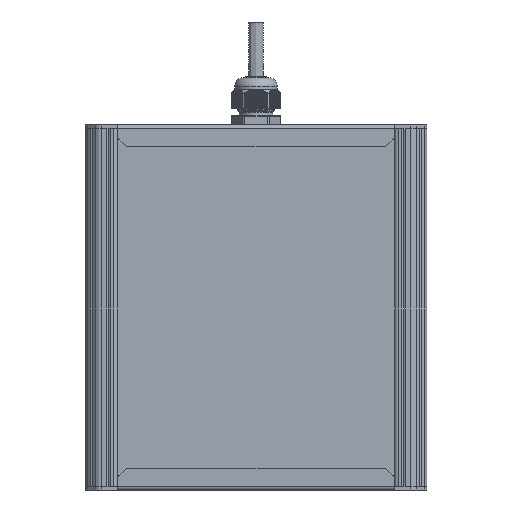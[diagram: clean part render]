
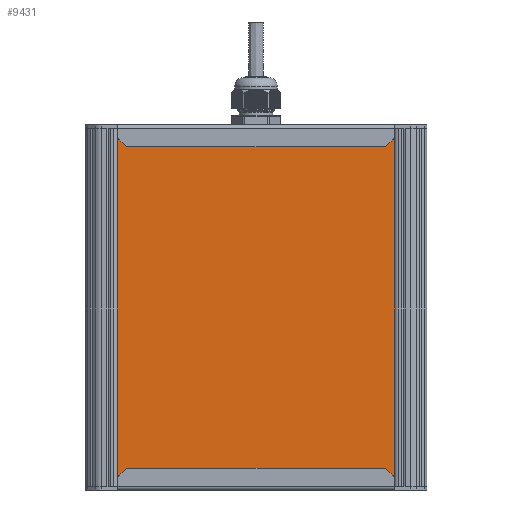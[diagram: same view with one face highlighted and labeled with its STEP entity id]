
A CAD part, front view. The second image highlights one B-rep face of the part: STEP entity #9431.
In plain terms, the highlighted face is planar.
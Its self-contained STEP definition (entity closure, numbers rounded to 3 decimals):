
#9431=ADVANCED_FACE('',(#24335),#24337,.T.);
#24335=FACE_BOUND('',#24336,.T.);
#24336=EDGE_LOOP('',(#56795,#56796,#56797,#56798));
#24337=PLANE('',#24338);
#24338=AXIS2_PLACEMENT_3D('',#24339,#24340,#24341);
#24339=CARTESIAN_POINT('',(2111.497,401.002,-34.582));
#24340=DIRECTION('',(0.,0.,-1.));
#24341=DIRECTION('',(0.,1.,0.));
#56795=ORIENTED_EDGE('',*,*,#65972,.T.);
#56796=ORIENTED_EDGE('',*,*,#65971,.F.);
#56797=ORIENTED_EDGE('',*,*,#65973,.F.);
#56798=ORIENTED_EDGE('',*,*,#65974,.T.);
#65971=EDGE_CURVE('',#72859,#72857,#72861,.T.);
#65972=EDGE_CURVE('',#72862,#72857,#72863,.T.);
#65973=EDGE_CURVE('',#72864,#72859,#72865,.T.);
#65974=EDGE_CURVE('',#72864,#72862,#72866,.T.);
#72857=VERTEX_POINT('',#92761);
#72859=VERTEX_POINT('',#92765);
#72861=LINE('',#92769,#92770);
#72862=VERTEX_POINT('',#92772);
#72863=LINE('',#92773,#92774);
#72864=VERTEX_POINT('',#92776);
#72865=LINE('',#92777,#92778);
#72866=LINE('',#92780,#92781);
#92761=CARTESIAN_POINT('',(2307.497,401.002,-34.582));
#92765=CARTESIAN_POINT('',(2111.497,401.002,-34.582));
#92769=CARTESIAN_POINT('',(2111.497,401.002,-34.582));
#92770=VECTOR('',#92771,1.);
#92771=DIRECTION('',(1.,0.,0.));
#92772=CARTESIAN_POINT('',(2307.497,565.13,-34.582));
#92773=CARTESIAN_POINT('',(2307.497,565.13,-34.582));
#92774=VECTOR('',#92775,1.);
#92775=DIRECTION('',(0.,-1.,0.));
#92776=CARTESIAN_POINT('',(2111.497,565.13,-34.582));
#92777=CARTESIAN_POINT('',(2111.497,565.13,-34.582));
#92778=VECTOR('',#92779,1.);
#92779=DIRECTION('',(0.,-1.,0.));
#92780=CARTESIAN_POINT('',(2111.497,565.13,-34.582));
#92781=VECTOR('',#92782,1.);
#92782=DIRECTION('',(1.,0.,0.));
